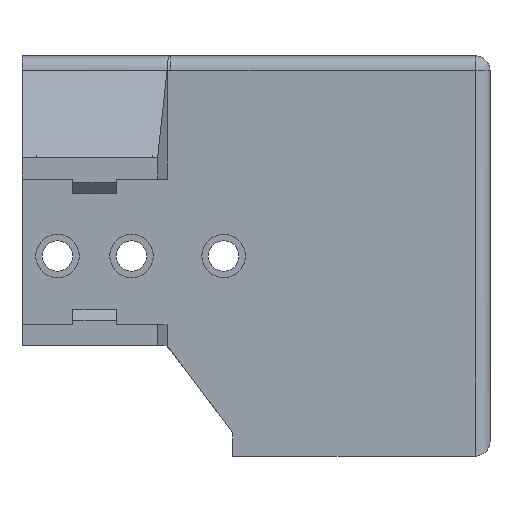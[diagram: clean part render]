
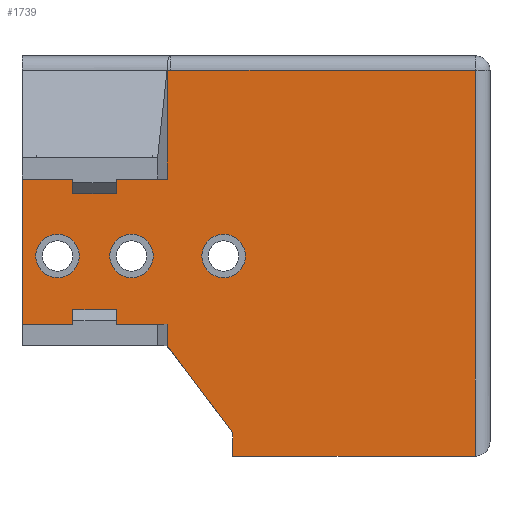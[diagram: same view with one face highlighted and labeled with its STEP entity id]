
A CAD part, front view. The second image highlights one B-rep face of the part: STEP entity #1739.
In plain terms, the highlighted planar face has unit normal (0, -1, 0).
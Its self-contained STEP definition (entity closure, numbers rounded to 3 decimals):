
#19=FACE_BOUND('',#218,.T.);
#20=FACE_BOUND('',#219,.T.);
#21=FACE_BOUND('',#220,.T.);
#41=B_SPLINE_CURVE_WITH_KNOTS('',3,(#2487,#2488,#2489,#2490,#2491,#2492,
#2493,#2494),.UNSPECIFIED.,.F.,.F.,(4,1,1,1,1,4),(-0.052,-0.045,
-0.023,-0.011,-0.006,0.),
 .UNSPECIFIED.);
#43=PLANE('',#1858);
#123=FACE_OUTER_BOUND('',#217,.T.);
#217=EDGE_LOOP('',(#1230,#1231,#1232,#1233,#1234,#1235,#1236,#1237,#1238,
#1239,#1240,#1241,#1242,#1243,#1244,#1245,#1246,#1247,#1248,#1249));
#218=EDGE_LOOP('',(#1250));
#219=EDGE_LOOP('',(#1251));
#220=EDGE_LOOP('',(#1252));
#336=CIRCLE('',#1859,3.);
#337=CIRCLE('',#1860,3.);
#338=CIRCLE('',#1861,3.);
#369=LINE('',#2471,#583);
#372=LINE('',#2485,#586);
#373=LINE('',#2496,#587);
#374=LINE('',#2498,#588);
#375=LINE('',#2500,#589);
#376=LINE('',#2502,#590);
#377=LINE('',#2504,#591);
#378=LINE('',#2506,#592);
#379=LINE('',#2508,#593);
#380=LINE('',#2510,#594);
#381=LINE('',#2512,#595);
#382=LINE('',#2514,#596);
#383=LINE('',#2516,#597);
#384=LINE('',#2518,#598);
#385=LINE('',#2520,#599);
#386=LINE('',#2522,#600);
#387=LINE('',#2524,#601);
#388=LINE('',#2526,#602);
#389=LINE('',#2527,#603);
#583=VECTOR('',#1995,10.);
#586=VECTOR('',#2014,10.);
#587=VECTOR('',#2015,10.);
#588=VECTOR('',#2016,10.);
#589=VECTOR('',#2017,1.);
#590=VECTOR('',#2018,1.);
#591=VECTOR('',#2019,1.);
#592=VECTOR('',#2020,1.);
#593=VECTOR('',#2021,1.);
#594=VECTOR('',#2022,1.);
#595=VECTOR('',#2023,1.);
#596=VECTOR('',#2024,1.);
#597=VECTOR('',#2025,1.);
#598=VECTOR('',#2026,1.);
#599=VECTOR('',#2027,1.);
#600=VECTOR('',#2028,10.);
#601=VECTOR('',#2029,10.);
#602=VECTOR('',#2030,10.);
#603=VECTOR('',#2031,10.);
#796=VERTEX_POINT('',#2461);
#799=VERTEX_POINT('',#2469);
#802=VERTEX_POINT('',#2484);
#803=VERTEX_POINT('',#2486);
#804=VERTEX_POINT('',#2495);
#805=VERTEX_POINT('',#2497);
#806=VERTEX_POINT('',#2499);
#807=VERTEX_POINT('',#2501);
#808=VERTEX_POINT('',#2503);
#809=VERTEX_POINT('',#2505);
#810=VERTEX_POINT('',#2507);
#811=VERTEX_POINT('',#2509);
#812=VERTEX_POINT('',#2511);
#813=VERTEX_POINT('',#2513);
#814=VERTEX_POINT('',#2515);
#815=VERTEX_POINT('',#2517);
#816=VERTEX_POINT('',#2519);
#817=VERTEX_POINT('',#2521);
#818=VERTEX_POINT('',#2523);
#819=VERTEX_POINT('',#2525);
#820=VERTEX_POINT('',#2528);
#821=VERTEX_POINT('',#2530);
#822=VERTEX_POINT('',#2532);
#964=EDGE_CURVE('',#799,#796,#369,.T.);
#971=EDGE_CURVE('',#802,#799,#372,.T.);
#972=EDGE_CURVE('',#803,#802,#41,.T.);
#973=EDGE_CURVE('',#804,#803,#373,.T.);
#974=EDGE_CURVE('',#805,#804,#374,.T.);
#975=EDGE_CURVE('',#806,#805,#375,.T.);
#976=EDGE_CURVE('',#807,#806,#376,.T.);
#977=EDGE_CURVE('',#808,#807,#377,.T.);
#978=EDGE_CURVE('',#809,#808,#378,.T.);
#979=EDGE_CURVE('',#810,#809,#379,.T.);
#980=EDGE_CURVE('',#810,#811,#380,.T.);
#981=EDGE_CURVE('',#812,#811,#381,.T.);
#982=EDGE_CURVE('',#813,#812,#382,.T.);
#983=EDGE_CURVE('',#814,#813,#383,.T.);
#984=EDGE_CURVE('',#815,#814,#384,.T.);
#985=EDGE_CURVE('',#816,#815,#385,.T.);
#986=EDGE_CURVE('',#817,#816,#386,.T.);
#987=EDGE_CURVE('',#817,#818,#387,.T.);
#988=EDGE_CURVE('',#818,#819,#388,.T.);
#989=EDGE_CURVE('',#819,#796,#389,.T.);
#990=EDGE_CURVE('',#820,#820,#336,.T.);
#991=EDGE_CURVE('',#821,#821,#337,.T.);
#992=EDGE_CURVE('',#822,#822,#338,.T.);
#1230=ORIENTED_EDGE('',*,*,#964,.F.);
#1231=ORIENTED_EDGE('',*,*,#971,.F.);
#1232=ORIENTED_EDGE('',*,*,#972,.F.);
#1233=ORIENTED_EDGE('',*,*,#973,.F.);
#1234=ORIENTED_EDGE('',*,*,#974,.F.);
#1235=ORIENTED_EDGE('',*,*,#975,.F.);
#1236=ORIENTED_EDGE('',*,*,#976,.F.);
#1237=ORIENTED_EDGE('',*,*,#977,.F.);
#1238=ORIENTED_EDGE('',*,*,#978,.F.);
#1239=ORIENTED_EDGE('',*,*,#979,.F.);
#1240=ORIENTED_EDGE('',*,*,#980,.T.);
#1241=ORIENTED_EDGE('',*,*,#981,.F.);
#1242=ORIENTED_EDGE('',*,*,#982,.F.);
#1243=ORIENTED_EDGE('',*,*,#983,.F.);
#1244=ORIENTED_EDGE('',*,*,#984,.F.);
#1245=ORIENTED_EDGE('',*,*,#985,.F.);
#1246=ORIENTED_EDGE('',*,*,#986,.F.);
#1247=ORIENTED_EDGE('',*,*,#987,.T.);
#1248=ORIENTED_EDGE('',*,*,#988,.T.);
#1249=ORIENTED_EDGE('',*,*,#989,.T.);
#1250=ORIENTED_EDGE('',*,*,#990,.T.);
#1251=ORIENTED_EDGE('',*,*,#991,.T.);
#1252=ORIENTED_EDGE('',*,*,#992,.T.);
#1739=ADVANCED_FACE('',(#123,#19,#20,#21),#43,.T.);
#1858=AXIS2_PLACEMENT_3D('',#2483,#2012,#2013);
#1859=AXIS2_PLACEMENT_3D('',#2529,#2032,#2033);
#1860=AXIS2_PLACEMENT_3D('',#2531,#2034,#2035);
#1861=AXIS2_PLACEMENT_3D('',#2533,#2036,#2037);
#1995=DIRECTION('',(0.,0.,-1.));
#2012=DIRECTION('center_axis',(0.,-1.,0.));
#2013=DIRECTION('ref_axis',(0.,0.,-1.));
#2014=DIRECTION('',(1.,0.,0.));
#2015=DIRECTION('',(0.,0.,1.));
#2016=DIRECTION('',(0.,0.,1.));
#2017=DIRECTION('',(1.,0.,0.));
#2018=DIRECTION('',(0.,0.,1.));
#2019=DIRECTION('',(1.,0.,0.));
#2020=DIRECTION('',(0.,0.,-1.));
#2021=DIRECTION('',(1.,0.,0.));
#2022=DIRECTION('',(0.,0.,-1.));
#2023=DIRECTION('',(-1.,0.,0.));
#2024=DIRECTION('',(0.,0.,-1.));
#2025=DIRECTION('',(-1.,0.,0.));
#2026=DIRECTION('',(0.,0.,1.));
#2027=DIRECTION('',(-1.,0.,0.));
#2028=DIRECTION('',(0.,0.,1.));
#2029=DIRECTION('',(0.602,0.,-0.799));
#2030=DIRECTION('',(0.,0.,-1.));
#2031=DIRECTION('',(1.,0.,0.));
#2032=DIRECTION('center_axis',(0.,1.,0.));
#2033=DIRECTION('ref_axis',(1.,0.,0.));
#2034=DIRECTION('center_axis',(0.,1.,0.));
#2035=DIRECTION('ref_axis',(1.,0.,0.));
#2036=DIRECTION('center_axis',(0.,1.,0.));
#2037=DIRECTION('ref_axis',(1.,0.,0.));
#2461=CARTESIAN_POINT('',(52.532,-23.,-35.2));
#2469=CARTESIAN_POINT('',(52.532,-23.,18.));
#2471=CARTESIAN_POINT('',(52.532,-23.,-20.6));
#2483=CARTESIAN_POINT('Origin',(29.287,-23.,-33.6));
#2484=CARTESIAN_POINT('',(10.522,-23.,18.));
#2485=CARTESIAN_POINT('',(29.287,-23.,18.));
#2486=CARTESIAN_POINT('',(10.,-23.,18.065));
#2487=CARTESIAN_POINT('Ctrl Pts',(10.,-23.,18.065));
#2488=CARTESIAN_POINT('Ctrl Pts',(10.023,-23.,18.059));
#2489=CARTESIAN_POINT('Ctrl Pts',(10.12,-23.,18.036));
#2490=CARTESIAN_POINT('Ctrl Pts',(10.256,-23.,18.014));
#2491=CARTESIAN_POINT('Ctrl Pts',(10.389,-23.,18.004));
#2492=CARTESIAN_POINT('Ctrl Pts',(10.465,-23.,18.001));
#2493=CARTESIAN_POINT('Ctrl Pts',(10.503,-23.,18.));
#2494=CARTESIAN_POINT('Ctrl Pts',(10.522,-23.,18.));
#2495=CARTESIAN_POINT('',(10.,-23.,18.007));
#2496=CARTESIAN_POINT('',(10.,-23.,-21.4));
#2497=CARTESIAN_POINT('',(10.,-23.,3.));
#2498=CARTESIAN_POINT('',(10.,-23.,-9.1));
#2499=CARTESIAN_POINT('',(3.,-23.,3.));
#2500=CARTESIAN_POINT('',(3.,-23.,3.));
#2501=CARTESIAN_POINT('',(3.,-23.,1.));
#2502=CARTESIAN_POINT('',(3.,-23.,1.));
#2503=CARTESIAN_POINT('',(-3.,-23.,1.));
#2504=CARTESIAN_POINT('',(-3.,-23.,1.));
#2505=CARTESIAN_POINT('',(-3.,-23.,3.));
#2506=CARTESIAN_POINT('',(-3.,-23.,3.));
#2507=CARTESIAN_POINT('',(-10.,-23.,3.));
#2508=CARTESIAN_POINT('',(-10.,-23.,3.));
#2509=CARTESIAN_POINT('',(-10.,-23.,-17.));
#2510=CARTESIAN_POINT('',(-10.,-23.,3.));
#2511=CARTESIAN_POINT('',(-2.987,-23.,-17.));
#2512=CARTESIAN_POINT('',(-2.987,-23.,-17.));
#2513=CARTESIAN_POINT('',(-2.987,-23.,-15.));
#2514=CARTESIAN_POINT('',(-2.987,-23.,-15.));
#2515=CARTESIAN_POINT('',(3.013,-23.,-15.));
#2516=CARTESIAN_POINT('',(3.013,-23.,-15.));
#2517=CARTESIAN_POINT('',(3.013,-23.,-17.));
#2518=CARTESIAN_POINT('',(3.013,-23.,-17.));
#2519=CARTESIAN_POINT('',(10.,-23.,-17.));
#2520=CARTESIAN_POINT('',(10.,-23.,-17.));
#2521=CARTESIAN_POINT('',(10.,-23.,-20.));
#2522=CARTESIAN_POINT('',(10.,-23.,-9.1));
#2523=CARTESIAN_POINT('',(19.043,-23.,-32.));
#2524=CARTESIAN_POINT('',(21.282,-23.,-34.972));
#2525=CARTESIAN_POINT('',(19.043,-23.,-35.2));
#2526=CARTESIAN_POINT('',(19.043,-23.,-34.4));
#2527=CARTESIAN_POINT('',(39.532,-23.,-35.2));
#2528=CARTESIAN_POINT('',(14.8,-23.,-7.6));
#2529=CARTESIAN_POINT('Origin',(17.8,-23.,-7.6));
#2530=CARTESIAN_POINT('',(2.1,-23.,-7.6));
#2531=CARTESIAN_POINT('Origin',(5.1,-23.,-7.6));
#2532=CARTESIAN_POINT('',(-8.1,-23.,-7.6));
#2533=CARTESIAN_POINT('Origin',(-5.1,-23.,-7.6));
